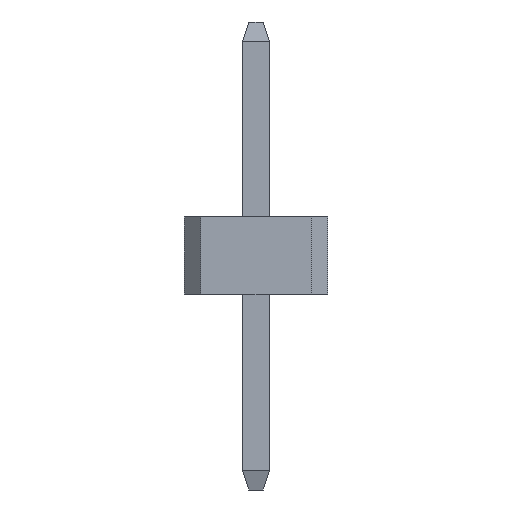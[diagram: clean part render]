
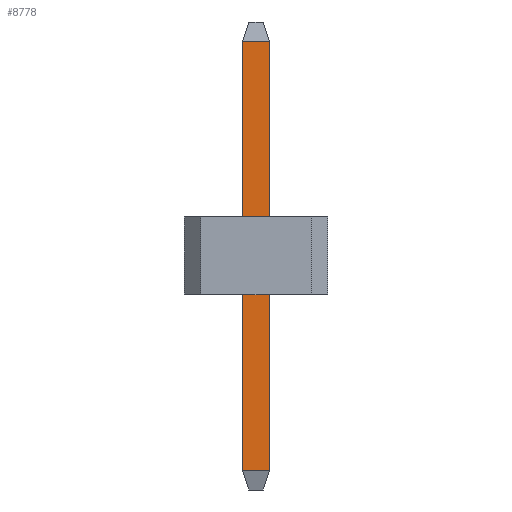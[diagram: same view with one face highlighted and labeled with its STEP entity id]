
A CAD part, front view. The second image highlights one B-rep face of the part: STEP entity #8778.
In plain terms, the highlighted face is planar.
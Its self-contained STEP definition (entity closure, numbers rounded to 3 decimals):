
#8425 = PLANE('',#8426);
#8426 = AXIS2_PLACEMENT_3D('',#8427,#8428,#8429);
#8427 = CARTESIAN_POINT('',(13.76,0.21,-3.));
#8428 = DIRECTION('',(0.,1.,0.));
#8429 = DIRECTION('',(1.,0.,0.));
#8450 = VERTEX_POINT('',#8451);
#8451 = CARTESIAN_POINT('',(14.18,0.21,3.9));
#8477 = EDGE_CURVE('',#8478,#8450,#8480,.T.);
#8478 = VERTEX_POINT('',#8479);
#8479 = CARTESIAN_POINT('',(14.18,0.21,-2.7));
#8480 = SURFACE_CURVE('',#8481,(#8485,#8492),.PCURVE_S1.);
#8481 = LINE('',#8482,#8483);
#8482 = CARTESIAN_POINT('',(14.18,0.21,-3.));
#8483 = VECTOR('',#8484,1.);
#8484 = DIRECTION('',(0.,0.,1.));
#8485 = PCURVE('',#8425,#8486);
#8486 = DEFINITIONAL_REPRESENTATION('',(#8487),#8491);
#8487 = LINE('',#8488,#8489);
#8488 = CARTESIAN_POINT('',(0.42,0.));
#8489 = VECTOR('',#8490,1.);
#8490 = DIRECTION('',(0.,-1.));
#8491 = ( GEOMETRIC_REPRESENTATION_CONTEXT(2) 
PARAMETRIC_REPRESENTATION_CONTEXT() REPRESENTATION_CONTEXT('2D SPACE',''
  ) );
#8492 = PCURVE('',#8493,#8498);
#8493 = PLANE('',#8494);
#8494 = AXIS2_PLACEMENT_3D('',#8495,#8496,#8497);
#8495 = CARTESIAN_POINT('',(14.18,0.21,-3.));
#8496 = DIRECTION('',(1.,0.,0.));
#8497 = DIRECTION('',(0.,-1.,0.));
#8498 = DEFINITIONAL_REPRESENTATION('',(#8499),#8503);
#8499 = LINE('',#8500,#8501);
#8500 = CARTESIAN_POINT('',(0.,0.));
#8501 = VECTOR('',#8502,1.);
#8502 = DIRECTION('',(0.,-1.));
#8503 = ( GEOMETRIC_REPRESENTATION_CONTEXT(2) 
PARAMETRIC_REPRESENTATION_CONTEXT() REPRESENTATION_CONTEXT('2D SPACE',''
  ) );
#8552 = PLANE('',#8553);
#8553 = AXIS2_PLACEMENT_3D('',#8554,#8555,#8556);
#8554 = CARTESIAN_POINT('',(14.18,-0.21,-3.));
#8555 = DIRECTION('',(0.,-1.,0.));
#8556 = DIRECTION('',(-1.,0.,0.));
#8660 = PLANE('',#8661);
#8661 = AXIS2_PLACEMENT_3D('',#8662,#8663,#8664);
#8662 = CARTESIAN_POINT('',(14.13,0.21,-2.85));
#8663 = DIRECTION('',(-0.949,0.,0.316
    ));
#8664 = DIRECTION('',(0.,1.,0.));
#8741 = PLANE('',#8742);
#8742 = AXIS2_PLACEMENT_3D('',#8743,#8744,#8745);
#8743 = CARTESIAN_POINT('',(14.13,0.21,4.05));
#8744 = DIRECTION('',(0.949,0.,0.316
    ));
#8745 = DIRECTION('',(0.,1.,0.));
#8778 = ADVANCED_FACE('',(#8779),#8493,.T.);
#8779 = FACE_BOUND('',#8780,.T.);
#8780 = EDGE_LOOP('',(#8781,#8782,#8805,#8828));
#8781 = ORIENTED_EDGE('',*,*,#8477,.T.);
#8782 = ORIENTED_EDGE('',*,*,#8783,.T.);
#8783 = EDGE_CURVE('',#8450,#8784,#8786,.T.);
#8784 = VERTEX_POINT('',#8785);
#8785 = CARTESIAN_POINT('',(14.18,-0.21,3.9));
#8786 = SURFACE_CURVE('',#8787,(#8791,#8798),.PCURVE_S1.);
#8787 = LINE('',#8788,#8789);
#8788 = CARTESIAN_POINT('',(14.18,0.21,3.9));
#8789 = VECTOR('',#8790,1.);
#8790 = DIRECTION('',(0.,-1.,0.));
#8791 = PCURVE('',#8493,#8792);
#8792 = DEFINITIONAL_REPRESENTATION('',(#8793),#8797);
#8793 = LINE('',#8794,#8795);
#8794 = CARTESIAN_POINT('',(0.,-6.9));
#8795 = VECTOR('',#8796,1.);
#8796 = DIRECTION('',(1.,0.));
#8797 = ( GEOMETRIC_REPRESENTATION_CONTEXT(2) 
PARAMETRIC_REPRESENTATION_CONTEXT() REPRESENTATION_CONTEXT('2D SPACE',''
  ) );
#8798 = PCURVE('',#8741,#8799);
#8799 = DEFINITIONAL_REPRESENTATION('',(#8800),#8804);
#8800 = LINE('',#8801,#8802);
#8801 = CARTESIAN_POINT('',(0.,-0.158));
#8802 = VECTOR('',#8803,1.);
#8803 = DIRECTION('',(-1.,0.));
#8804 = ( GEOMETRIC_REPRESENTATION_CONTEXT(2) 
PARAMETRIC_REPRESENTATION_CONTEXT() REPRESENTATION_CONTEXT('2D SPACE',''
  ) );
#8805 = ORIENTED_EDGE('',*,*,#8806,.F.);
#8806 = EDGE_CURVE('',#8807,#8784,#8809,.T.);
#8807 = VERTEX_POINT('',#8808);
#8808 = CARTESIAN_POINT('',(14.18,-0.21,-2.7));
#8809 = SURFACE_CURVE('',#8810,(#8814,#8821),.PCURVE_S1.);
#8810 = LINE('',#8811,#8812);
#8811 = CARTESIAN_POINT('',(14.18,-0.21,-3.));
#8812 = VECTOR('',#8813,1.);
#8813 = DIRECTION('',(0.,0.,1.));
#8814 = PCURVE('',#8493,#8815);
#8815 = DEFINITIONAL_REPRESENTATION('',(#8816),#8820);
#8816 = LINE('',#8817,#8818);
#8817 = CARTESIAN_POINT('',(0.42,0.));
#8818 = VECTOR('',#8819,1.);
#8819 = DIRECTION('',(0.,-1.));
#8820 = ( GEOMETRIC_REPRESENTATION_CONTEXT(2) 
PARAMETRIC_REPRESENTATION_CONTEXT() REPRESENTATION_CONTEXT('2D SPACE',''
  ) );
#8821 = PCURVE('',#8552,#8822);
#8822 = DEFINITIONAL_REPRESENTATION('',(#8823),#8827);
#8823 = LINE('',#8824,#8825);
#8824 = CARTESIAN_POINT('',(0.,0.));
#8825 = VECTOR('',#8826,1.);
#8826 = DIRECTION('',(0.,-1.));
#8827 = ( GEOMETRIC_REPRESENTATION_CONTEXT(2) 
PARAMETRIC_REPRESENTATION_CONTEXT() REPRESENTATION_CONTEXT('2D SPACE',''
  ) );
#8828 = ORIENTED_EDGE('',*,*,#8829,.F.);
#8829 = EDGE_CURVE('',#8478,#8807,#8830,.T.);
#8830 = SURFACE_CURVE('',#8831,(#8835,#8842),.PCURVE_S1.);
#8831 = LINE('',#8832,#8833);
#8832 = CARTESIAN_POINT('',(14.18,0.21,-2.7));
#8833 = VECTOR('',#8834,1.);
#8834 = DIRECTION('',(0.,-1.,0.));
#8835 = PCURVE('',#8493,#8836);
#8836 = DEFINITIONAL_REPRESENTATION('',(#8837),#8841);
#8837 = LINE('',#8838,#8839);
#8838 = CARTESIAN_POINT('',(0.,-0.3));
#8839 = VECTOR('',#8840,1.);
#8840 = DIRECTION('',(1.,0.));
#8841 = ( GEOMETRIC_REPRESENTATION_CONTEXT(2) 
PARAMETRIC_REPRESENTATION_CONTEXT() REPRESENTATION_CONTEXT('2D SPACE',''
  ) );
#8842 = PCURVE('',#8660,#8843);
#8843 = DEFINITIONAL_REPRESENTATION('',(#8844),#8848);
#8844 = LINE('',#8845,#8846);
#8845 = CARTESIAN_POINT('',(0.,-0.158));
#8846 = VECTOR('',#8847,1.);
#8847 = DIRECTION('',(-1.,0.));
#8848 = ( GEOMETRIC_REPRESENTATION_CONTEXT(2) 
PARAMETRIC_REPRESENTATION_CONTEXT() REPRESENTATION_CONTEXT('2D SPACE',''
  ) );
